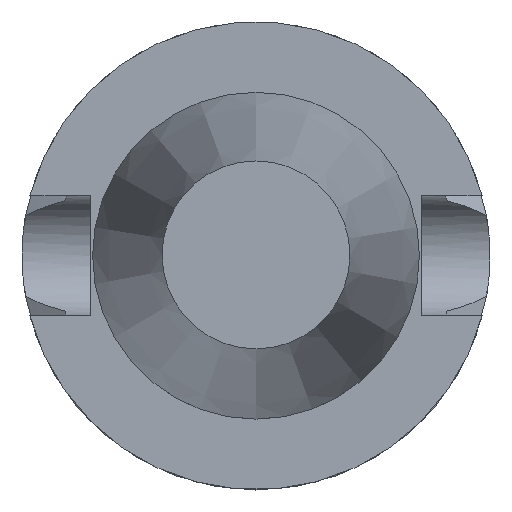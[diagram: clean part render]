
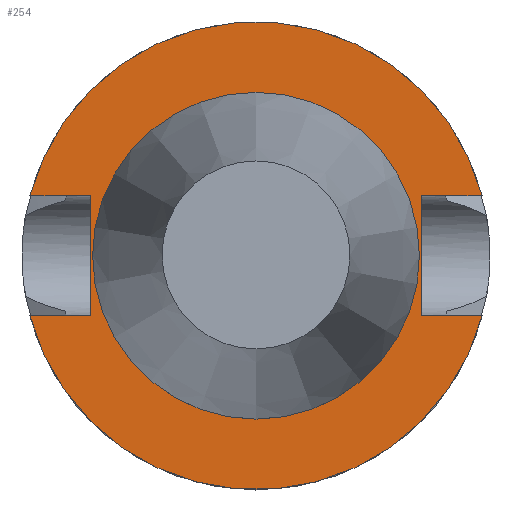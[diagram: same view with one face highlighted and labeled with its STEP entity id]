
A CAD part, top view. The second image highlights one B-rep face of the part: STEP entity #254.
In plain terms, the highlighted planar face has unit normal (0, 0, 1).
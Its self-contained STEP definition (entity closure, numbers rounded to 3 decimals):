
#186=EDGE_CURVE('240[2]',#419,#400,#461,.T.);
#188=EDGE_CURVE('240[2]',#359,#386,#463,.T.);
#234=EDGE_CURVE('240[2]',#515,#419,#527,.T.);
#247=EDGE_CURVE('240[2]',#543,#515,#544,.T.);
#254=ADVANCED_FACE('240[2]',(#552,#553),#554,.T.);
#261=EDGE_CURVE('240[2]',#563,#563,#564,.T.);
#286=EDGE_CURVE('240[2]',#485,#359,#599,.T.);
#305=EDGE_CURVE('240[2]',#386,#543,#624,.T.);
#307=EDGE_CURVE('240[2]',#540,#485,#626,.T.);
#332=EDGE_CURVE('240[2]',#400,#540,#658,.T.);
#359=VERTEX_POINT('',#677);
#386=VERTEX_POINT('',#714);
#400=VERTEX_POINT('',#732);
#419=VERTEX_POINT('',#767);
#461=LINE('',#867,#868);
#463=LINE('',#871,#872);
#485=VERTEX_POINT('',#901);
#515=VERTEX_POINT('',#953);
#527=LINE('',#969,#970);
#540=VERTEX_POINT('',#999);
#543=VERTEX_POINT('',#1004);
#544=LINE('',#1005,#1006);
#552=FACE_OUTER_BOUND('',#1018,.T.);
#553=FACE_BOUND('',#1019,.T.);
#554=PLANE('',#1020);
#563=VERTEX_POINT('',#1033);
#564=CIRCLE('',#1034,34.925);
#599=LINE('',#1167,#1168);
#624=CIRCLE('',#1275,50.0);
#626=LINE('',#1278,#1279);
#658=CIRCLE('',#1349,50.0);
#677=CARTESIAN_POINT('',(35.4,12.85,-1.5));
#714=CARTESIAN_POINT('',(48.321,12.85,-1.5));
#732=CARTESIAN_POINT('',(-48.321,-12.85,-1.5));
#767=CARTESIAN_POINT('',(-35.4,-12.85,-1.5));
#867=CARTESIAN_POINT('',(-17.7,-12.85,-1.5));
#868=VECTOR('',#1473,1.0);
#871=CARTESIAN_POINT('',(17.7,12.85,-1.5));
#872=VECTOR('',#1474,1.0);
#901=CARTESIAN_POINT('',(35.4,-12.85,-1.5));
#953=CARTESIAN_POINT('',(-35.4,12.85,-1.5));
#969=CARTESIAN_POINT('',(-35.4,14.806,-1.5));
#970=VECTOR('',#1563,1.0);
#999=CARTESIAN_POINT('',(48.321,-12.85,-1.5));
#1004=CARTESIAN_POINT('',(-48.321,12.85,-1.5));
#1005=CARTESIAN_POINT('',(-17.7,12.85,-1.5));
#1006=VECTOR('',#1575,1.0);
#1018=EDGE_LOOP('',(#1581,#1582,#1583,#1584,#1585,#1586,#1587,#1588));
#1019=EDGE_LOOP('',(#1589));
#1020=AXIS2_PLACEMENT_3D('',#1590,#1591,#1592);
#1033=CARTESIAN_POINT('',(0.,34.925,-1.5));
#1034=AXIS2_PLACEMENT_3D('',#1601,#1602,#1603);
#1167=CARTESIAN_POINT('',(35.4,21.231,-1.5));
#1168=VECTOR('',#1644,1.0);
#1275=AXIS2_PLACEMENT_3D('',#1674,#1675,#1676);
#1278=CARTESIAN_POINT('',(17.7,-12.85,-1.5));
#1279=VECTOR('',#1677,1.0);
#1349=AXIS2_PLACEMENT_3D('',#1717,#1718,#1719);
#1473=DIRECTION('',(-1.0,0.0,0.));
#1474=DIRECTION('',(1.0,0.0,0.));
#1563=DIRECTION('',(-0.0,-1.0,0.));
#1575=DIRECTION('',(1.0,0.0,0.));
#1581=ORIENTED_EDGE('',*,*,#186,.T.);
#1582=ORIENTED_EDGE('',*,*,#332,.T.);
#1583=ORIENTED_EDGE('',*,*,#307,.T.);
#1584=ORIENTED_EDGE('',*,*,#286,.T.);
#1585=ORIENTED_EDGE('',*,*,#188,.T.);
#1586=ORIENTED_EDGE('',*,*,#305,.T.);
#1587=ORIENTED_EDGE('',*,*,#247,.T.);
#1588=ORIENTED_EDGE('',*,*,#234,.T.);
#1589=ORIENTED_EDGE('',*,*,#261,.F.);
#1590=CARTESIAN_POINT('',(0.,42.463,-1.5));
#1591=DIRECTION('',(0.,0.,1.0));
#1592=DIRECTION('',(1.0,0.,0.0));
#1601=CARTESIAN_POINT('',(0.,0.,-1.5));
#1602=DIRECTION('',(0.,0.,1.0));
#1603=DIRECTION('',(0.,1.0,0.));
#1644=DIRECTION('',(-0.0,1.0,0.));
#1674=CARTESIAN_POINT('',(0.,0.,-1.5));
#1675=DIRECTION('',(0.,0.,1.0));
#1676=DIRECTION('',(0.,1.0,0.));
#1677=DIRECTION('',(-1.0,0.0,0.));
#1717=CARTESIAN_POINT('',(0.,0.,-1.5));
#1718=DIRECTION('',(0.,0.,1.0));
#1719=DIRECTION('',(0.,1.0,0.));
